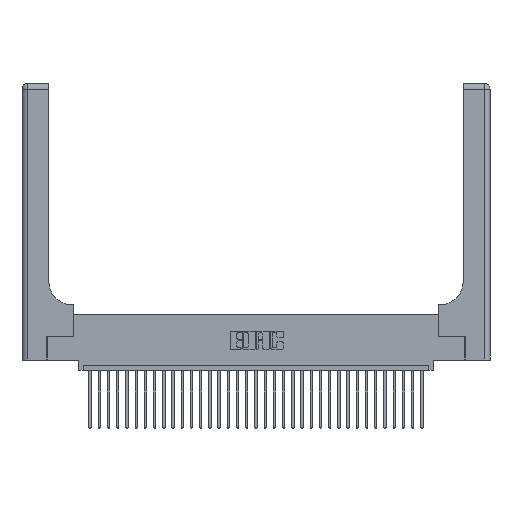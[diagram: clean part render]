
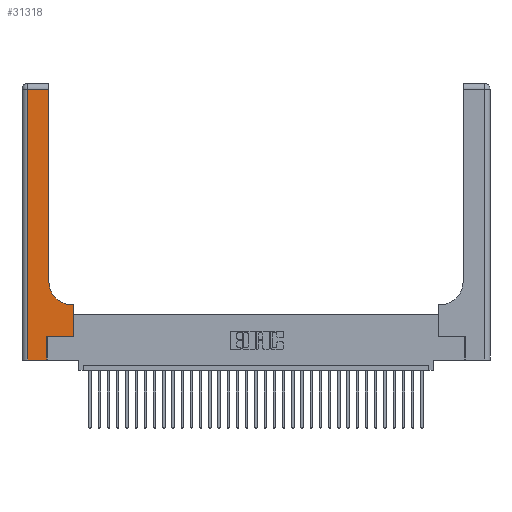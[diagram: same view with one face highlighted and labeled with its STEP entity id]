
A CAD part, top view. The second image highlights one B-rep face of the part: STEP entity #31318.
In plain terms, the highlighted planar face has unit normal (0, 0, 1).
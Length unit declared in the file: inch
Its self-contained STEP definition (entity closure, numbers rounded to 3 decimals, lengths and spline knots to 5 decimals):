
#162 = CIRCLE ( 'NONE', #24387, 0.25 ) ;
#239 = DIRECTION ( 'NONE',  ( 0., 0., -1. ) ) ;
#317 = CARTESIAN_POINT ( 'NONE',  ( 0.5415, 0.6, 0.37 ) ) ;
#439 = LINE ( 'NONE', #33163, #12660 ) ;
#972 = CARTESIAN_POINT ( 'NONE',  ( 0.269, 0., 0.37 ) ) ;
#1101 = DIRECTION ( 'NONE',  ( -1., 0., 0. ) ) ;
#1149 = ORIENTED_EDGE ( 'NONE', *, *, #13820, .T. ) ;
#1788 = EDGE_CURVE ( 'NONE', #14196, #29287, #29648, .T. ) ;
#2046 = CARTESIAN_POINT ( 'NONE',  ( 0., 0., 0.37 ) ) ;
#2216 = VECTOR ( 'NONE', #32966, 39.37008 ) ;
#2438 = EDGE_CURVE ( 'NONE', #5562, #12828, #162, .T. ) ;
#2995 = CARTESIAN_POINT ( 'NONE',  ( 0.2915, 0.85, 0.37 ) ) ;
#3047 = LINE ( 'NONE', #19722, #2216 ) ;
#4162 = DIRECTION ( 'NONE',  ( 0., 0., -1. ) ) ;
#5425 = VERTEX_POINT ( 'NONE', #17537 ) ;
#5562 = VERTEX_POINT ( 'NONE', #317 ) ;
#5640 = VERTEX_POINT ( 'NONE', #29076 ) ;
#5983 = VERTEX_POINT ( 'NONE', #27618 ) ;
#6882 = EDGE_CURVE ( 'NONE', #5425, #5562, #19523, .T. ) ;
#8355 = PLANE ( 'NONE',  #18104 ) ;
#8586 = ORIENTED_EDGE ( 'NONE', *, *, #9333, .T. ) ;
#9333 = EDGE_CURVE ( 'NONE', #28667, #5983, #26471, .T. ) ;
#9652 = DIRECTION ( 'NONE',  ( 1., 0., 0. ) ) ;
#11977 = EDGE_LOOP ( 'NONE', ( #13200, #17113, #1149, #33500, #8586, #23825, #16906, #14431, #17848 ) ) ;
#12200 = EDGE_CURVE ( 'NONE', #31355, #28667, #12361, .T. ) ;
#12361 = LINE ( 'NONE', #2046, #19742 ) ;
#12660 = VECTOR ( 'NONE', #17877, 39.37008 ) ;
#12828 = VERTEX_POINT ( 'NONE', #2995 ) ;
#13200 = ORIENTED_EDGE ( 'NONE', *, *, #22081, .T. ) ;
#13820 = EDGE_CURVE ( 'NONE', #29287, #31355, #13880, .T. ) ;
#13880 = LINE ( 'NONE', #15369, #17991 ) ;
#14196 = VERTEX_POINT ( 'NONE', #26706 ) ;
#14431 = ORIENTED_EDGE ( 'NONE', *, *, #6882, .T. ) ;
#15171 = FACE_OUTER_BOUND ( 'NONE', #11977, .T. ) ;
#15369 = CARTESIAN_POINT ( 'NONE',  ( 0.06, 3., 0.37 ) ) ;
#15979 = CARTESIAN_POINT ( 'NONE',  ( 0., 3., 0.37 ) ) ;
#16906 = ORIENTED_EDGE ( 'NONE', *, *, #29882, .T. ) ;
#17113 = ORIENTED_EDGE ( 'NONE', *, *, #1788, .T. ) ;
#17537 = CARTESIAN_POINT ( 'NONE',  ( 0.5585, 0.6, 0.37 ) ) ;
#17561 = DIRECTION ( 'NONE',  ( 0., 1., 0. ) ) ;
#17825 = DIRECTION ( 'NONE',  ( 0., 1., 0. ) ) ;
#17848 = ORIENTED_EDGE ( 'NONE', *, *, #2438, .T. ) ;
#17877 = DIRECTION ( 'NONE',  ( 1., 0., 0. ) ) ;
#17991 = VECTOR ( 'NONE', #31027, 39.37008 ) ;
#18104 = AXIS2_PLACEMENT_3D ( 'NONE', #15979, #239, #26640 ) ;
#18827 = DIRECTION ( 'NONE',  ( 1., 0., 0. ) ) ;
#18846 = CARTESIAN_POINT ( 'NONE',  ( 0.06, 0., 0.37 ) ) ;
#19240 = CARTESIAN_POINT ( 'NONE',  ( 0.2915, 0.6, 0.37 ) ) ;
#19523 = LINE ( 'NONE', #19240, #23193 ) ;
#19722 = CARTESIAN_POINT ( 'NONE',  ( 0.5585, 0.25, 0.37 ) ) ;
#19742 = VECTOR ( 'NONE', #18827, 39.37008 ) ;
#20309 = VECTOR ( 'NONE', #17825, 39.37008 ) ;
#20861 = EDGE_CURVE ( 'NONE', #5983, #5640, #439, .T. ) ;
#21208 = VECTOR ( 'NONE', #17561, 39.37008 ) ;
#22081 = EDGE_CURVE ( 'NONE', #12828, #14196, #29775, .T. ) ;
#22573 = CARTESIAN_POINT ( 'NONE',  ( 0.2915, 3., 0.37 ) ) ;
#23193 = VECTOR ( 'NONE', #1101, 39.37008 ) ;
#23825 = ORIENTED_EDGE ( 'NONE', *, *, #20861, .T. ) ;
#23910 = CARTESIAN_POINT ( 'NONE',  ( 0.269, 0., 0.37 ) ) ;
#23960 = CARTESIAN_POINT ( 'NONE',  ( 0.5415, 0.85, 0.37 ) ) ;
#24387 = AXIS2_PLACEMENT_3D ( 'NONE', #23960, #4162, #9652 ) ;
#26471 = LINE ( 'NONE', #23910, #20309 ) ;
#26640 = DIRECTION ( 'NONE',  ( -1., 0., 0. ) ) ;
#26706 = CARTESIAN_POINT ( 'NONE',  ( 0.2915, 2.94, 0.37 ) ) ;
#26798 = VECTOR ( 'NONE', #30646, 39.37008 ) ;
#27618 = CARTESIAN_POINT ( 'NONE',  ( 0.269, 0.25, 0.37 ) ) ;
#28667 = VERTEX_POINT ( 'NONE', #972 ) ;
#29076 = CARTESIAN_POINT ( 'NONE',  ( 0.5585, 0.25, 0.37 ) ) ;
#29287 = VERTEX_POINT ( 'NONE', #30263 ) ;
#29648 = LINE ( 'NONE', #33056, #26798 ) ;
#29775 = LINE ( 'NONE', #22573, #21208 ) ;
#29882 = EDGE_CURVE ( 'NONE', #5640, #5425, #3047, .T. ) ;
#30263 = CARTESIAN_POINT ( 'NONE',  ( 0.06, 2.94, 0.37 ) ) ;
#30646 = DIRECTION ( 'NONE',  ( -1., 0., 0. ) ) ;
#31027 = DIRECTION ( 'NONE',  ( 0., -1., 0. ) ) ;
#31318 = ADVANCED_FACE ( 'NONE', ( #15171 ), #8355, .F. ) ;
#31355 = VERTEX_POINT ( 'NONE', #18846 ) ;
#32966 = DIRECTION ( 'NONE',  ( 0., 1., 0. ) ) ;
#33056 = CARTESIAN_POINT ( 'NONE',  ( 0., 2.94, 0.37 ) ) ;
#33163 = CARTESIAN_POINT ( 'NONE',  ( 0.269, 0.25, 0.37 ) ) ;
#33500 = ORIENTED_EDGE ( 'NONE', *, *, #12200, .T. ) ;
